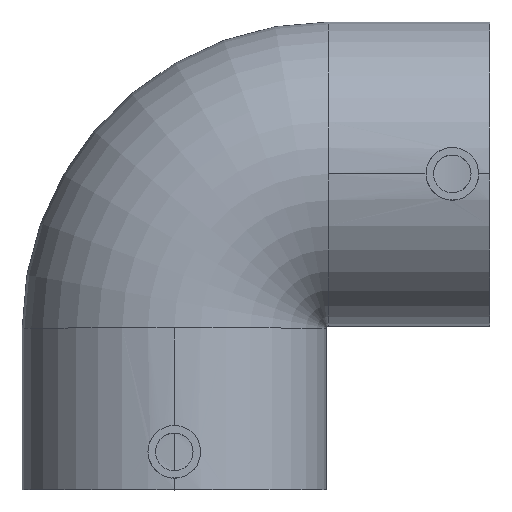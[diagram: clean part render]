
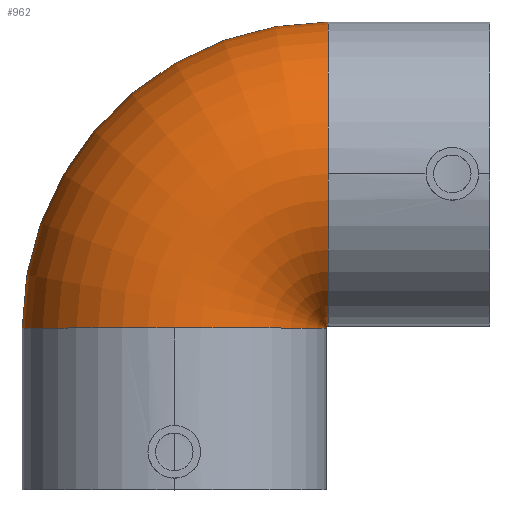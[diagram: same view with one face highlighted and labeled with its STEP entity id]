
A CAD part, top view. The second image highlights one B-rep face of the part: STEP entity #962.
In plain terms, the highlighted toroidal (fillet/blend) face has major radius 41 mm and minor radius 40.5 mm.
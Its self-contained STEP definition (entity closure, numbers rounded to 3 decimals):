
#23 = CARTESIAN_POINT ( 'NONE',  ( 41., 124.5, 0. ) ) ;
#29 = AXIS2_PLACEMENT_3D ( 'NONE', #164, #254, #428 ) ;
#69 = ORIENTED_EDGE ( 'NONE', *, *, #820, .T. ) ;
#114 = DIRECTION ( 'NONE',  ( 0., 0., -1. ) ) ;
#164 = CARTESIAN_POINT ( 'NONE',  ( 41., 84., 0. ) ) ;
#175 = DIRECTION ( 'NONE',  ( 0., 0., 1. ) ) ;
#183 = VERTEX_POINT ( 'NONE', #453 ) ;
#226 = ORIENTED_EDGE ( 'NONE', *, *, #1078, .F. ) ;
#241 = VERTEX_POINT ( 'NONE', #275 ) ;
#254 = DIRECTION ( 'NONE',  ( 1., 0., 0. ) ) ;
#275 = CARTESIAN_POINT ( 'NONE',  ( 41., 84., 40.5 ) ) ;
#325 = CARTESIAN_POINT ( 'NONE',  ( 41., 43., 0. ) ) ;
#383 = CIRCLE ( 'NONE', #29, 40.5 ) ;
#403 = AXIS2_PLACEMENT_3D ( 'NONE', #408, #414, #1068 ) ;
#408 = CARTESIAN_POINT ( 'NONE',  ( 0., 43., 0. ) ) ;
#414 = DIRECTION ( 'NONE',  ( 0., 1., 0. ) ) ;
#423 = CIRCLE ( 'NONE', #694, 40.5 ) ;
#428 = DIRECTION ( 'NONE',  ( 0., 0., 1. ) ) ;
#453 = CARTESIAN_POINT ( 'NONE',  ( 40.5, 43., 0. ) ) ;
#460 = CIRCLE ( 'NONE', #403, 40.5 ) ;
#480 = AXIS2_PLACEMENT_3D ( 'NONE', #325, #114, #1145 ) ;
#487 = ORIENTED_EDGE ( 'NONE', *, *, #1131, .F. ) ;
#499 = CIRCLE ( 'NONE', #668, 0.5 ) ;
#500 = CIRCLE ( 'NONE', #1205, 81.5 ) ;
#527 = DIRECTION ( 'NONE',  ( 1., 0., 0. ) ) ;
#571 = CIRCLE ( 'NONE', #892, 40.5 ) ;
#584 = EDGE_CURVE ( 'NONE', #1041, #183, #460, .T. ) ;
#599 = ORIENTED_EDGE ( 'NONE', *, *, #653, .T. ) ;
#606 = VERTEX_POINT ( 'NONE', #23 ) ;
#616 = CARTESIAN_POINT ( 'NONE',  ( 41., 43., 0. ) ) ;
#622 = DIRECTION ( 'NONE',  ( 0., 0., 1. ) ) ;
#624 = CARTESIAN_POINT ( 'NONE',  ( 41., 84., 0. ) ) ;
#639 = TOROIDAL_SURFACE ( 'NONE', #480, 41., 40.5 ) ;
#641 = DIRECTION ( 'NONE',  ( -1., 0., 0. ) ) ;
#653 = EDGE_CURVE ( 'NONE', #183, #771, #499, .T. ) ;
#668 = AXIS2_PLACEMENT_3D ( 'NONE', #616, #1010, #641 ) ;
#684 = FACE_OUTER_BOUND ( 'NONE', #926, .T. ) ;
#694 = AXIS2_PLACEMENT_3D ( 'NONE', #1098, #1009, #622 ) ;
#771 = VERTEX_POINT ( 'NONE', #1104 ) ;
#790 = ORIENTED_EDGE ( 'NONE', *, *, #584, .T. ) ;
#819 = EDGE_CURVE ( 'NONE', #241, #771, #383, .T. ) ;
#820 = EDGE_CURVE ( 'NONE', #985, #1041, #423, .T. ) ;
#874 = CARTESIAN_POINT ( 'NONE',  ( -40.5, 43., 0. ) ) ;
#892 = AXIS2_PLACEMENT_3D ( 'NONE', #624, #527, #175 ) ;
#922 = DIRECTION ( 'NONE',  ( 0., 0., -1. ) ) ;
#926 = EDGE_LOOP ( 'NONE', ( #487, #69, #790, #599, #1027, #226 ) ) ;
#962 = ADVANCED_FACE ( 'NONE', ( #684 ), #639, .T. ) ;
#984 = CARTESIAN_POINT ( 'NONE',  ( 0., 43., 40.5 ) ) ;
#985 = VERTEX_POINT ( 'NONE', #874 ) ;
#1009 = DIRECTION ( 'NONE',  ( 0., 1., 0. ) ) ;
#1010 = DIRECTION ( 'NONE',  ( 0., 0., -1. ) ) ;
#1027 = ORIENTED_EDGE ( 'NONE', *, *, #819, .F. ) ;
#1041 = VERTEX_POINT ( 'NONE', #984 ) ;
#1068 = DIRECTION ( 'NONE',  ( 0., 0., 1. ) ) ;
#1078 = EDGE_CURVE ( 'NONE', #606, #241, #571, .T. ) ;
#1098 = CARTESIAN_POINT ( 'NONE',  ( 0., 43., 0. ) ) ;
#1104 = CARTESIAN_POINT ( 'NONE',  ( 41., 43.5, 0. ) ) ;
#1106 = CARTESIAN_POINT ( 'NONE',  ( 41., 43., 0. ) ) ;
#1131 = EDGE_CURVE ( 'NONE', #985, #606, #500, .T. ) ;
#1137 = DIRECTION ( 'NONE',  ( -1., 0., 0. ) ) ;
#1145 = DIRECTION ( 'NONE',  ( -1., 0., 0. ) ) ;
#1205 = AXIS2_PLACEMENT_3D ( 'NONE', #1106, #922, #1137 ) ;
